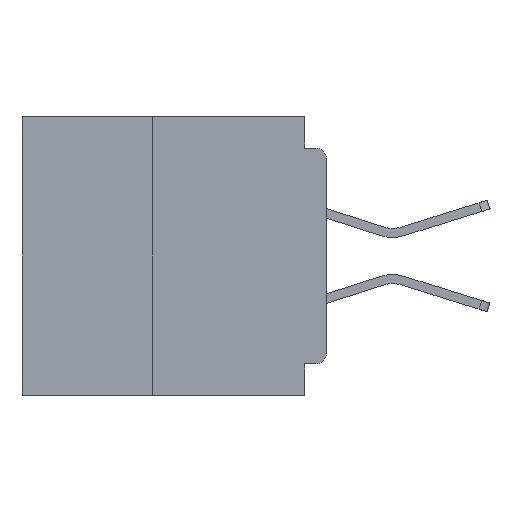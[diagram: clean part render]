
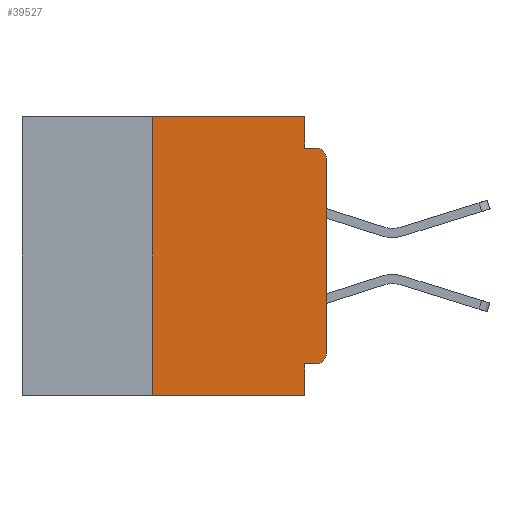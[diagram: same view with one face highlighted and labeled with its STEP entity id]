
A CAD part, left-side view. The second image highlights one B-rep face of the part: STEP entity #39527.
In plain terms, the highlighted planar face has unit normal (-1, 0, 0).
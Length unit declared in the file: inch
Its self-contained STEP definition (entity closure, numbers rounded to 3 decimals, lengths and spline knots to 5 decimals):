
#650 = LINE ( 'NONE', #22835, #27055 ) ;
#691 = ORIENTED_EDGE ( 'NONE', *, *, #16786, .F. ) ;
#782 = DIRECTION ( 'NONE',  ( -1., 0., 0. ) ) ;
#845 = ORIENTED_EDGE ( 'NONE', *, *, #38985, .F. ) ;
#1806 = ORIENTED_EDGE ( 'NONE', *, *, #25132, .F. ) ;
#1820 = FACE_OUTER_BOUND ( 'NONE', #6549, .T. ) ;
#1925 = CARTESIAN_POINT ( 'NONE',  ( 0., 0.031, -0.355 ) ) ;
#2254 = PLANE ( 'NONE',  #35015 ) ;
#2474 = CARTESIAN_POINT ( 'NONE',  ( 0., 0.031, 0. ) ) ;
#2987 = EDGE_CURVE ( 'NONE', #16357, #4341, #4468, .T. ) ;
#4341 = VERTEX_POINT ( 'NONE', #8623 ) ;
#4468 = LINE ( 'NONE', #14273, #30830 ) ;
#5338 = VECTOR ( 'NONE', #14035, 39.37008 ) ;
#5733 = DIRECTION ( 'NONE',  ( 1., 0., 0. ) ) ;
#6216 = VECTOR ( 'NONE', #22968, 39.37008 ) ;
#6549 = EDGE_LOOP ( 'NONE', ( #40857, #16823, #25628, #845, #691, #42110, #17828, #9116, #1806, #25142 ) ) ;
#7427 = VERTEX_POINT ( 'NONE', #29583 ) ;
#7847 = LINE ( 'NONE', #27560, #25099 ) ;
#8337 = CARTESIAN_POINT ( 'NONE',  ( 0., 0., -0.045 ) ) ;
#8623 = CARTESIAN_POINT ( 'NONE',  ( 0., 0., -0.06 ) ) ;
#9116 = ORIENTED_EDGE ( 'NONE', *, *, #30781, .F. ) ;
#9889 = CARTESIAN_POINT ( 'NONE',  ( 0., 0.031, 0. ) ) ;
#10602 = VERTEX_POINT ( 'NONE', #13280 ) ;
#12629 = CARTESIAN_POINT ( 'NONE',  ( 0., 0., -0.355 ) ) ;
#13280 = CARTESIAN_POINT ( 'NONE',  ( 0., 0.25, 0. ) ) ;
#13387 = DIRECTION ( 'NONE',  ( 0., 0., -1. ) ) ;
#13393 = DIRECTION ( 'NONE',  ( 0., 0., 1. ) ) ;
#13416 = LINE ( 'NONE', #8337, #21457 ) ;
#13863 = AXIS2_PLACEMENT_3D ( 'NONE', #16137, #40067, #19551 ) ;
#14035 = DIRECTION ( 'NONE',  ( 0., -1., 0. ) ) ;
#14273 = CARTESIAN_POINT ( 'NONE',  ( 0., 0., 0. ) ) ;
#14347 = CARTESIAN_POINT ( 'NONE',  ( 0., 0.015, -0.355 ) ) ;
#15138 = CARTESIAN_POINT ( 'NONE',  ( 0., 0., -0.34 ) ) ;
#15459 = LINE ( 'NONE', #12629, #6216 ) ;
#16137 = CARTESIAN_POINT ( 'NONE',  ( 0., 0.015, -0.34 ) ) ;
#16357 = VERTEX_POINT ( 'NONE', #15138 ) ;
#16786 = EDGE_CURVE ( 'NONE', #10602, #19895, #44072, .T. ) ;
#16823 = ORIENTED_EDGE ( 'NONE', *, *, #36634, .T. ) ;
#17365 = DIRECTION ( 'NONE',  ( 0., -1., 0. ) ) ;
#17828 = ORIENTED_EDGE ( 'NONE', *, *, #22288, .T. ) ;
#18768 = DIRECTION ( 'NONE',  ( 0., -1., 0. ) ) ;
#19551 = DIRECTION ( 'NONE',  ( 0., 0., -1. ) ) ;
#19835 = EDGE_CURVE ( 'NONE', #26033, #16357, #28821, .T. ) ;
#19895 = VERTEX_POINT ( 'NONE', #2474 ) ;
#20939 = CARTESIAN_POINT ( 'NONE',  ( 0., 0.437, -0.4 ) ) ;
#21457 = VECTOR ( 'NONE', #18768, 39.37008 ) ;
#21484 = CARTESIAN_POINT ( 'NONE',  ( 0., 0.015, -0.06 ) ) ;
#22098 = CIRCLE ( 'NONE', #41272, 0.015 ) ;
#22288 = EDGE_CURVE ( 'NONE', #31270, #29399, #32745, .T. ) ;
#22416 = LINE ( 'NONE', #9889, #39549 ) ;
#22835 = CARTESIAN_POINT ( 'NONE',  ( 0., 0.031, -0.4 ) ) ;
#22968 = DIRECTION ( 'NONE',  ( 0., 1., 0. ) ) ;
#23157 = EDGE_CURVE ( 'NONE', #7427, #25946, #13416, .T. ) ;
#24151 = EDGE_CURVE ( 'NONE', #31270, #10602, #7847, .T. ) ;
#24919 = DIRECTION ( 'NONE',  ( 0., 0., -1. ) ) ;
#25099 = VECTOR ( 'NONE', #30958, 39.37008 ) ;
#25132 = EDGE_CURVE ( 'NONE', #26033, #35556, #15459, .T. ) ;
#25142 = ORIENTED_EDGE ( 'NONE', *, *, #19835, .T. ) ;
#25628 = ORIENTED_EDGE ( 'NONE', *, *, #23157, .F. ) ;
#25946 = VERTEX_POINT ( 'NONE', #30965 ) ;
#26033 = VERTEX_POINT ( 'NONE', #14347 ) ;
#27055 = VECTOR ( 'NONE', #43460, 39.37008 ) ;
#27560 = CARTESIAN_POINT ( 'NONE',  ( 0., 0.25, -0.4 ) ) ;
#28821 = CIRCLE ( 'NONE', #13863, 0.015 ) ;
#29060 = CARTESIAN_POINT ( 'NONE',  ( 0., 0.25, -0.4 ) ) ;
#29399 = VERTEX_POINT ( 'NONE', #42234 ) ;
#29583 = CARTESIAN_POINT ( 'NONE',  ( 0., 0.031, -0.045 ) ) ;
#29796 = DIRECTION ( 'NONE',  ( 0., 0., -1. ) ) ;
#30781 = EDGE_CURVE ( 'NONE', #35556, #29399, #650, .T. ) ;
#30830 = VECTOR ( 'NONE', #13393, 39.37008 ) ;
#30932 = CARTESIAN_POINT ( 'NONE',  ( 0., 0.437, 0. ) ) ;
#30958 = DIRECTION ( 'NONE',  ( 0., 0., 1. ) ) ;
#30965 = CARTESIAN_POINT ( 'NONE',  ( 0., 0.015, -0.045 ) ) ;
#31270 = VERTEX_POINT ( 'NONE', #29060 ) ;
#32745 = LINE ( 'NONE', #20939, #5338 ) ;
#34976 = VECTOR ( 'NONE', #17365, 39.37008 ) ;
#35015 = AXIS2_PLACEMENT_3D ( 'NONE', #36544, #5733, #29796 ) ;
#35556 = VERTEX_POINT ( 'NONE', #1925 ) ;
#36544 = CARTESIAN_POINT ( 'NONE',  ( 0., 0.437, 0. ) ) ;
#36634 = EDGE_CURVE ( 'NONE', #4341, #25946, #22098, .T. ) ;
#38985 = EDGE_CURVE ( 'NONE', #19895, #7427, #22416, .T. ) ;
#39527 = ADVANCED_FACE ( 'NONE', ( #1820 ), #2254, .F. ) ;
#39549 = VECTOR ( 'NONE', #13387, 39.37008 ) ;
#40067 = DIRECTION ( 'NONE',  ( -1., 0., 0. ) ) ;
#40857 = ORIENTED_EDGE ( 'NONE', *, *, #2987, .T. ) ;
#41272 = AXIS2_PLACEMENT_3D ( 'NONE', #21484, #782, #24919 ) ;
#42110 = ORIENTED_EDGE ( 'NONE', *, *, #24151, .F. ) ;
#42234 = CARTESIAN_POINT ( 'NONE',  ( 0., 0.031, -0.4 ) ) ;
#43460 = DIRECTION ( 'NONE',  ( 0., 0., -1. ) ) ;
#44072 = LINE ( 'NONE', #30932, #34976 ) ;
